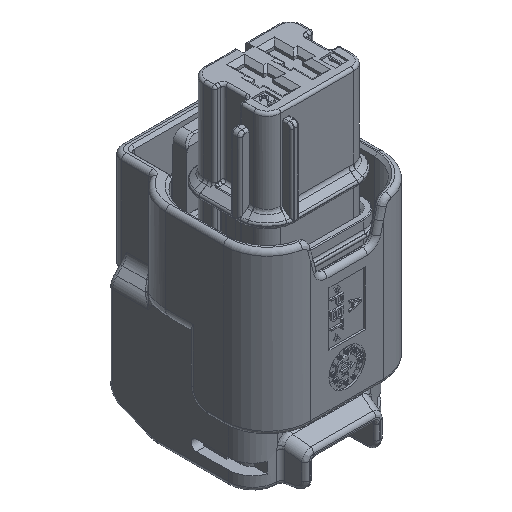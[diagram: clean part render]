
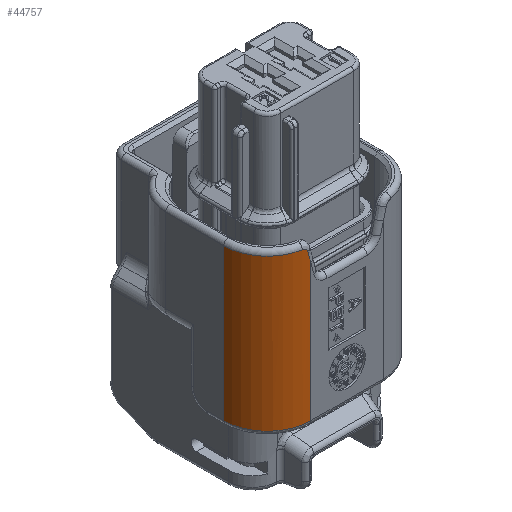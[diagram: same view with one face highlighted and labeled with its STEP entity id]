
A CAD part, isometric view. The second image highlights one B-rep face of the part: STEP entity #44757.
In plain terms, the highlighted cylindrical face has radius 4.8 mm (diameter 9.6 mm), a partial arc.
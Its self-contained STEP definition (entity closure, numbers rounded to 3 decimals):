
#11711=CARTESIAN_POINT('',(-4.,-2.75,-24.2));
#11712=DIRECTION('',(0.,0.,-1.));
#11713=DIRECTION('',(0.,-1.,0.));
#11714=AXIS2_PLACEMENT_3D('',#11711,#11712,#11713);
#11716=DIRECTION('',(0.,0.,-1.));
#11717=VECTOR('',#11716,16.7);
#11718=CARTESIAN_POINT('',(-8.8,-2.75,-7.5));
#11719=LINE('',#11718,#11717);
#11720=CARTESIAN_POINT('',(-4.,-2.75,-7.5));
#11721=DIRECTION('',(0.,0.,1.));
#11722=DIRECTION('',(-1.,0.,0.));
#11723=AXIS2_PLACEMENT_3D('',#11720,#11721,#11722);
#11725=CARTESIAN_POINT('',(-4.872,-7.47,
-7.5));
#11726=CARTESIAN_POINT('',(-4.83,-7.478,
-7.5));
#11727=CARTESIAN_POINT('',(-4.749,-7.492,
-7.508));
#11728=CARTESIAN_POINT('',(-4.631,-7.509,
-7.544));
#11729=CARTESIAN_POINT('',(-4.525,-7.522,
-7.603));
#11730=CARTESIAN_POINT('',(-4.436,-7.53,
-7.68));
#11731=CARTESIAN_POINT('',(-4.368,-7.536,
-7.774));
#11732=CARTESIAN_POINT('',(-4.34,-7.538,
-7.843));
#11733=CARTESIAN_POINT('',(-4.33,-7.539,
-7.879));
#11735=CARTESIAN_POINT('',(-4.33,-7.539,
-7.879));
#11736=CARTESIAN_POINT('',(-4.293,-7.541,
-8.01));
#11737=CARTESIAN_POINT('',(-4.22,-7.545,
-8.273));
#11738=CARTESIAN_POINT('',(-4.11,-7.549,
-8.667));
#11739=CARTESIAN_POINT('',(-4.037,-7.55,
-8.93));
#11740=CARTESIAN_POINT('',(-4.,-7.55,-9.062));
#15373=DIRECTION('',(0.,0.,1.));
#15374=VECTOR('',#15373,15.138);
#15375=CARTESIAN_POINT('',(-4.,-7.55,-24.2));
#15376=LINE('',#15375,#15374);
#22828=CARTESIAN_POINT('',(-8.8,-2.75,-7.5));
#22829=VERTEX_POINT('',#22828);
#22832=CARTESIAN_POINT('',(-4.872,-7.47,-7.5));
#22833=VERTEX_POINT('',#22832);
#22863=VERTEX_POINT('',#11733);
#22865=VERTEX_POINT('',#11740);
#24128=CARTESIAN_POINT('',(-8.8,-2.75,-24.2));
#24129=VERTEX_POINT('',#24128);
#24132=CARTESIAN_POINT('',(-4.,-7.55,-24.2));
#24133=VERTEX_POINT('',#24132);
#44740=CARTESIAN_POINT('',(-4.,-2.75,-23.1));
#44741=DIRECTION('',(0.,0.,1.));
#44742=DIRECTION('',(1.,0.,0.));
#44743=AXIS2_PLACEMENT_3D('',#44740,#44741,#44742);
#44744=CYLINDRICAL_SURFACE('',#44743,4.8);
#44745=ORIENTED_EDGE('',*,*,#44733,.T.);
#44746=ORIENTED_EDGE('',*,*,#41342,.F.);
#44748=ORIENTED_EDGE('',*,*,#44747,.T.);
#44750=ORIENTED_EDGE('',*,*,#44749,.T.);
#44752=ORIENTED_EDGE('',*,*,#44751,.T.);
#44754=ORIENTED_EDGE('',*,*,#44753,.F.);
#44755=EDGE_LOOP('',(#44745,#44746,#44748,#44750,#44752,#44754));
#44756=FACE_OUTER_BOUND('',#44755,.F.);
#44757=ADVANCED_FACE('',(#44756),#44744,.T.);
#11715=CIRCLE('',#11714,4.8);
#11724=CIRCLE('',#11723,4.8);
#11734=B_SPLINE_CURVE_WITH_KNOTS('',3,(#11725,#11726,#11727,#11728,#11729,
#11730,#11731,#11732,#11733),.UNSPECIFIED.,.F.,.F.,(4,1,1,1,1,1,4),(0.,
0.167,0.333,0.5,0.667,0.833,
1.),.UNSPECIFIED.);
#11741=B_SPLINE_CURVE_WITH_KNOTS('',3,(#11735,#11736,#11737,#11738,#11739,
#11740),.UNSPECIFIED.,.F.,.F.,(4,1,1,4),(0.,0.333,
0.667,1.),.UNSPECIFIED.);
#41342=EDGE_CURVE('',#22829,#24129,#11719,.T.);
#44733=EDGE_CURVE('',#24133,#24129,#11715,.T.);
#44747=EDGE_CURVE('',#22829,#22833,#11724,.T.);
#44749=EDGE_CURVE('',#22833,#22863,#11734,.T.);
#44751=EDGE_CURVE('',#22863,#22865,#11741,.T.);
#44753=EDGE_CURVE('',#24133,#22865,#15376,.T.);
